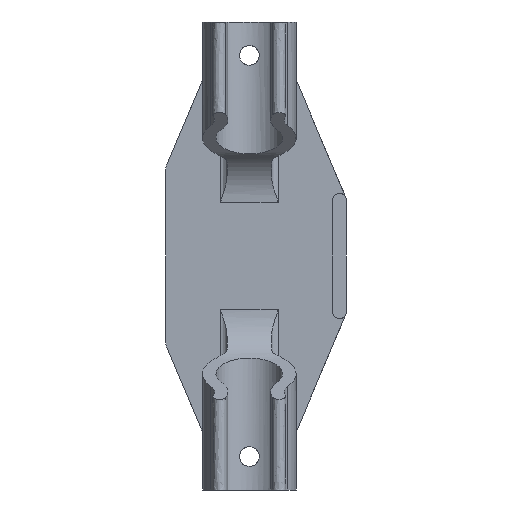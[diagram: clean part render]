
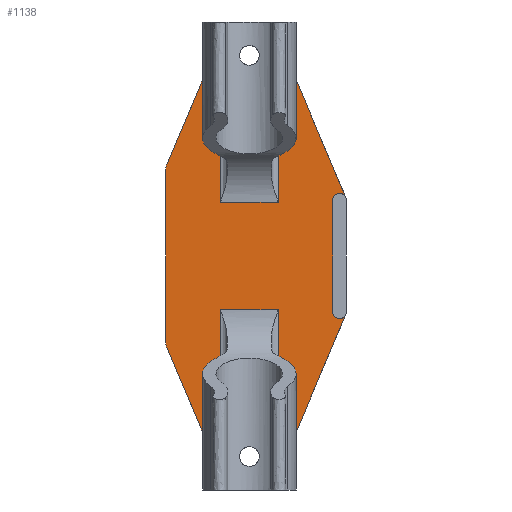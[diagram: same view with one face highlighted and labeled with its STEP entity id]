
A CAD part, front view. The second image highlights one B-rep face of the part: STEP entity #1138.
In plain terms, the highlighted planar face has unit normal (0, -1, 0).
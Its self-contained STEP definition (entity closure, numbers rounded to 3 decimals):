
#28=PLANE('',#1222);
#80=FACE_OUTER_BOUND('',#144,.T.);
#144=EDGE_LOOP('',(#754,#755,#756,#757,#758,#759,#760,#761,#762,#763,#764,
#765,#766,#767,#768,#769));
#210=CIRCLE('',#1223,0.6);
#211=CIRCLE('',#1224,0.6);
#212=CIRCLE('',#1225,1.2);
#213=CIRCLE('',#1226,1.2);
#252=LINE('',#1696,#322);
#256=LINE('',#1721,#326);
#257=LINE('',#1724,#327);
#258=LINE('',#1728,#328);
#259=LINE('',#1732,#329);
#260=LINE('',#1734,#330);
#261=LINE('',#1736,#331);
#262=LINE('',#1738,#332);
#263=LINE('',#1740,#333);
#264=LINE('',#1744,#334);
#265=LINE('',#1747,#335);
#266=LINE('',#1748,#336);
#322=VECTOR('',#1356,10.);
#326=VECTOR('',#1368,10.);
#327=VECTOR('',#1371,10.);
#328=VECTOR('',#1374,10.);
#329=VECTOR('',#1377,10.);
#330=VECTOR('',#1378,10.);
#331=VECTOR('',#1379,10.);
#332=VECTOR('',#1380,10.);
#333=VECTOR('',#1381,10.);
#334=VECTOR('',#1384,10.);
#335=VECTOR('',#1387,10.);
#336=VECTOR('',#1388,10.);
#439=VERTEX_POINT('',#1693);
#440=VERTEX_POINT('',#1695);
#443=VERTEX_POINT('',#1710);
#445=VERTEX_POINT('',#1714);
#446=VERTEX_POINT('',#1723);
#447=VERTEX_POINT('',#1725);
#448=VERTEX_POINT('',#1727);
#449=VERTEX_POINT('',#1729);
#450=VERTEX_POINT('',#1731);
#451=VERTEX_POINT('',#1733);
#452=VERTEX_POINT('',#1735);
#453=VERTEX_POINT('',#1737);
#454=VERTEX_POINT('',#1739);
#455=VERTEX_POINT('',#1741);
#456=VERTEX_POINT('',#1743);
#457=VERTEX_POINT('',#1745);
#560=EDGE_CURVE('',#439,#440,#252,.T.);
#568=EDGE_CURVE('',#445,#443,#256,.T.);
#569=EDGE_CURVE('',#439,#446,#257,.T.);
#570=EDGE_CURVE('',#447,#446,#210,.F.);
#571=EDGE_CURVE('',#447,#448,#258,.T.);
#572=EDGE_CURVE('',#449,#448,#211,.F.);
#573=EDGE_CURVE('',#449,#450,#259,.T.);
#574=EDGE_CURVE('',#451,#450,#260,.T.);
#575=EDGE_CURVE('',#452,#451,#261,.T.);
#576=EDGE_CURVE('',#453,#452,#262,.T.);
#577=EDGE_CURVE('',#453,#454,#263,.T.);
#578=EDGE_CURVE('',#455,#454,#212,.T.);
#579=EDGE_CURVE('',#456,#455,#264,.T.);
#580=EDGE_CURVE('',#457,#456,#213,.T.);
#581=EDGE_CURVE('',#457,#443,#265,.T.);
#582=EDGE_CURVE('',#440,#445,#266,.T.);
#754=ORIENTED_EDGE('',*,*,#560,.F.);
#755=ORIENTED_EDGE('',*,*,#569,.T.);
#756=ORIENTED_EDGE('',*,*,#570,.F.);
#757=ORIENTED_EDGE('',*,*,#571,.T.);
#758=ORIENTED_EDGE('',*,*,#572,.F.);
#759=ORIENTED_EDGE('',*,*,#573,.T.);
#760=ORIENTED_EDGE('',*,*,#574,.F.);
#761=ORIENTED_EDGE('',*,*,#575,.F.);
#762=ORIENTED_EDGE('',*,*,#576,.F.);
#763=ORIENTED_EDGE('',*,*,#577,.T.);
#764=ORIENTED_EDGE('',*,*,#578,.F.);
#765=ORIENTED_EDGE('',*,*,#579,.F.);
#766=ORIENTED_EDGE('',*,*,#580,.F.);
#767=ORIENTED_EDGE('',*,*,#581,.T.);
#768=ORIENTED_EDGE('',*,*,#568,.F.);
#769=ORIENTED_EDGE('',*,*,#582,.F.);
#1138=ADVANCED_FACE('',(#80),#28,.T.);
#1222=AXIS2_PLACEMENT_3D('',#1722,#1369,#1370);
#1223=AXIS2_PLACEMENT_3D('',#1726,#1372,#1373);
#1224=AXIS2_PLACEMENT_3D('',#1730,#1375,#1376);
#1225=AXIS2_PLACEMENT_3D('',#1742,#1382,#1383);
#1226=AXIS2_PLACEMENT_3D('',#1746,#1385,#1386);
#1356=DIRECTION('',(0.,0.,1.));
#1368=DIRECTION('',(0.,0.,-1.));
#1369=DIRECTION('center_axis',(0.,-1.,0.));
#1370=DIRECTION('ref_axis',(1.,0.,0.));
#1371=DIRECTION('',(0.39,0.,0.921));
#1372=DIRECTION('center_axis',(0.,1.,0.));
#1373=DIRECTION('ref_axis',(-0.199,0.,-0.98));
#1374=DIRECTION('',(0.,0.,1.));
#1375=DIRECTION('center_axis',(0.,1.,0.));
#1376=DIRECTION('ref_axis',(-0.199,0.,0.98));
#1377=DIRECTION('',(-0.39,0.,0.921));
#1378=DIRECTION('',(0.,0.,1.));
#1379=DIRECTION('',(1.,0.,0.));
#1380=DIRECTION('',(0.,0.,-1.));
#1381=DIRECTION('',(-0.39,0.,-0.921));
#1382=DIRECTION('center_axis',(0.,1.,0.));
#1383=DIRECTION('ref_axis',(-0.98,0.,0.199));
#1384=DIRECTION('',(0.,0.,1.));
#1385=DIRECTION('center_axis',(0.,1.,0.));
#1386=DIRECTION('ref_axis',(-0.98,0.,-0.199));
#1387=DIRECTION('',(0.39,0.,-0.921));
#1388=DIRECTION('',(-1.,0.,0.));
#1693=CARTESIAN_POINT('',(2.6,5.5,1.418));
#1695=CARTESIAN_POINT('',(2.6,5.5,16.178));
#1696=CARTESIAN_POINT('',(2.6,5.5,0.));
#1710=CARTESIAN_POINT('',(-2.6,5.5,1.418));
#1714=CARTESIAN_POINT('',(-2.6,5.5,16.178));
#1721=CARTESIAN_POINT('',(-2.6,5.5,0.));
#1722=CARTESIAN_POINT('Origin',(2.,5.5,0.));
#1723=CARTESIAN_POINT('',(8.653,5.5,15.724));
#1724=CARTESIAN_POINT('',(4.75,5.5,6.5));
#1725=CARTESIAN_POINT('',(7.5,5.5,15.958));
#1726=CARTESIAN_POINT('Origin',(8.1,5.5,15.958));
#1727=CARTESIAN_POINT('',(7.5,5.5,26.042));
#1728=CARTESIAN_POINT('',(7.5,5.5,0.));
#1729=CARTESIAN_POINT('',(8.653,5.5,26.276));
#1730=CARTESIAN_POINT('Origin',(8.1,5.5,26.042));
#1731=CARTESIAN_POINT('',(2.6,5.5,40.582));
#1732=CARTESIAN_POINT('',(9.536,5.5,24.188));
#1733=CARTESIAN_POINT('',(2.6,5.5,25.822));
#1734=CARTESIAN_POINT('',(2.6,5.5,0.));
#1735=CARTESIAN_POINT('',(-2.6,5.5,25.822));
#1736=CARTESIAN_POINT('',(-2.75,5.5,25.822));
#1737=CARTESIAN_POINT('',(-2.6,5.5,40.582));
#1738=CARTESIAN_POINT('',(-2.6,5.5,0.));
#1739=CARTESIAN_POINT('',(-7.405,5.5,29.224));
#1740=CARTESIAN_POINT('',(-12.703,5.5,16.701));
#1741=CARTESIAN_POINT('',(-7.5,5.5,28.757));
#1742=CARTESIAN_POINT('Origin',(-6.3,5.5,28.757));
#1743=CARTESIAN_POINT('',(-7.5,5.5,13.243));
#1744=CARTESIAN_POINT('',(-7.5,5.5,0.));
#1745=CARTESIAN_POINT('',(-7.405,5.5,12.776));
#1746=CARTESIAN_POINT('Origin',(-6.3,5.5,13.243));
#1747=CARTESIAN_POINT('',(-2.418,5.5,0.987));
#1748=CARTESIAN_POINT('',(-2.75,5.5,16.178));
